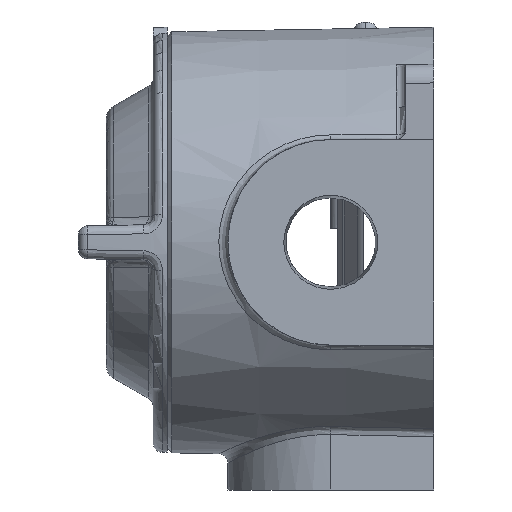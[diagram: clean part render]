
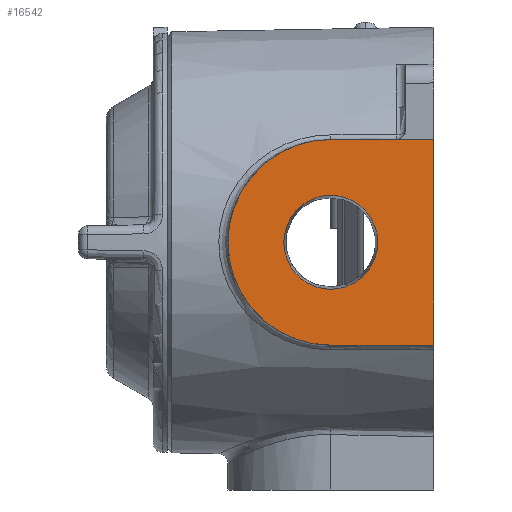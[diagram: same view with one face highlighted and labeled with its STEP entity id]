
A CAD part, left-side view. The second image highlights one B-rep face of the part: STEP entity #16542.
In plain terms, the highlighted planar face has unit normal (-1, 0, 0).
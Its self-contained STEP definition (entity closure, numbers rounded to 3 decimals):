
#118 = ORIENTED_EDGE ( 'NONE', *, *, #13104, .F. ) ;
#511 = EDGE_CURVE ( 'NONE', #984, #5538, #10983, .T. ) ;
#984 = VERTEX_POINT ( 'NONE', #10353 ) ;
#1375 = CARTESIAN_POINT ( 'NONE',  ( -53., 22., 22. ) ) ;
#1531 = CARTESIAN_POINT ( 'NONE',  ( -53., 22., 0. ) ) ;
#1604 = CARTESIAN_POINT ( 'NONE',  ( -53., 22., 10.053 ) ) ;
#1678 = VECTOR ( 'NONE', #2742, 1000. ) ;
#2033 = FACE_BOUND ( 'NONE', #6207, .T. ) ;
#2380 = EDGE_CURVE ( 'NONE', #5538, #8966, #13445, .T. ) ;
#2381 = AXIS2_PLACEMENT_3D ( 'NONE', #10461, #17218, #9220 ) ;
#2446 = ORIENTED_EDGE ( 'NONE', *, *, #14284, .F. ) ;
#2742 = DIRECTION ( 'NONE',  ( 0., 1., 0. ) ) ;
#2862 = DIRECTION ( 'NONE',  ( 0., 0., 1. ) ) ;
#2962 = LINE ( 'NONE', #4098, #8845 ) ;
#3154 = CARTESIAN_POINT ( 'NONE',  ( -53., 0., 22. ) ) ;
#3410 = ORIENTED_EDGE ( 'NONE', *, *, #8794, .F. ) ;
#3775 = CIRCLE ( 'NONE', #12147, 10.053 ) ;
#4098 = CARTESIAN_POINT ( 'NONE',  ( -53., 0., 22. ) ) ;
#5186 = CARTESIAN_POINT ( 'NONE',  ( -53., 22., 0. ) ) ;
#5538 = VERTEX_POINT ( 'NONE', #1375 ) ;
#5605 = FACE_OUTER_BOUND ( 'NONE', #8755, .T. ) ;
#6207 = EDGE_LOOP ( 'NONE', ( #3410, #118 ) ) ;
#6295 = VECTOR ( 'NONE', #14390, 1000. ) ;
#6351 = CARTESIAN_POINT ( 'NONE',  ( -53., 0., 22. ) ) ;
#6538 = DIRECTION ( 'NONE',  ( 0., 0., 1. ) ) ;
#6776 = CARTESIAN_POINT ( 'NONE',  ( -53., 22., 0. ) ) ;
#6897 = ORIENTED_EDGE ( 'NONE', *, *, #2380, .F. ) ;
#7267 = CARTESIAN_POINT ( 'NONE',  ( -53., 0., -22. ) ) ;
#7991 = VERTEX_POINT ( 'NONE', #7267 ) ;
#8151 = DIRECTION ( 'NONE',  ( 0., 0., 1. ) ) ;
#8723 = AXIS2_PLACEMENT_3D ( 'NONE', #5186, #14582, #6538 ) ;
#8755 = EDGE_LOOP ( 'NONE', ( #6897, #15960, #2446, #13882 ) ) ;
#8794 = EDGE_CURVE ( 'NONE', #14941, #10814, #8902, .T. ) ;
#8845 = VECTOR ( 'NONE', #13493, 1000. ) ;
#8902 = CIRCLE ( 'NONE', #10408, 10.053 ) ;
#8966 = VERTEX_POINT ( 'NONE', #3154 ) ;
#9220 = DIRECTION ( 'NONE',  ( 0., 0., 1. ) ) ;
#10353 = CARTESIAN_POINT ( 'NONE',  ( -53., 22., -22. ) ) ;
#10408 = AXIS2_PLACEMENT_3D ( 'NONE', #1531, #10922, #2862 ) ;
#10461 = CARTESIAN_POINT ( 'NONE',  ( -53., 22., 0. ) ) ;
#10806 = CARTESIAN_POINT ( 'NONE',  ( -53., 0., -22. ) ) ;
#10814 = VERTEX_POINT ( 'NONE', #12283 ) ;
#10922 = DIRECTION ( 'NONE',  ( -1., 0., 0. ) ) ;
#10983 = CIRCLE ( 'NONE', #8723, 22. ) ;
#12147 = AXIS2_PLACEMENT_3D ( 'NONE', #6776, #16144, #8151 ) ;
#12283 = CARTESIAN_POINT ( 'NONE',  ( -53., 22., -10.053 ) ) ;
#12530 = EDGE_CURVE ( 'NONE', #8966, #7991, #2962, .T. ) ;
#13104 = EDGE_CURVE ( 'NONE', #10814, #14941, #3775, .T. ) ;
#13229 = LINE ( 'NONE', #10806, #1678 ) ;
#13445 = LINE ( 'NONE', #6351, #6295 ) ;
#13493 = DIRECTION ( 'NONE',  ( 0., 0., -1. ) ) ;
#13882 = ORIENTED_EDGE ( 'NONE', *, *, #12530, .F. ) ;
#14284 = EDGE_CURVE ( 'NONE', #7991, #984, #13229, .T. ) ;
#14390 = DIRECTION ( 'NONE',  ( 0., -1., 0. ) ) ;
#14554 = PLANE ( 'NONE',  #2381 ) ;
#14582 = DIRECTION ( 'NONE',  ( 1., 0., 0. ) ) ;
#14941 = VERTEX_POINT ( 'NONE', #1604 ) ;
#15960 = ORIENTED_EDGE ( 'NONE', *, *, #511, .F. ) ;
#16144 = DIRECTION ( 'NONE',  ( -1., 0., 0. ) ) ;
#16542 = ADVANCED_FACE ( 'NONE', ( #2033, #5605 ), #14554, .T. ) ;
#17218 = DIRECTION ( 'NONE',  ( -1., 0., 0. ) ) ;
